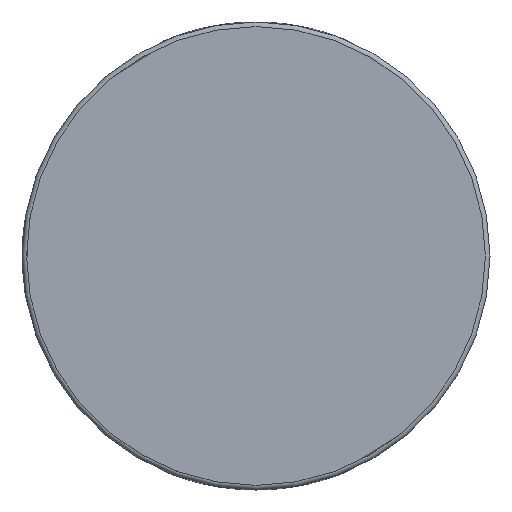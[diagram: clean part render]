
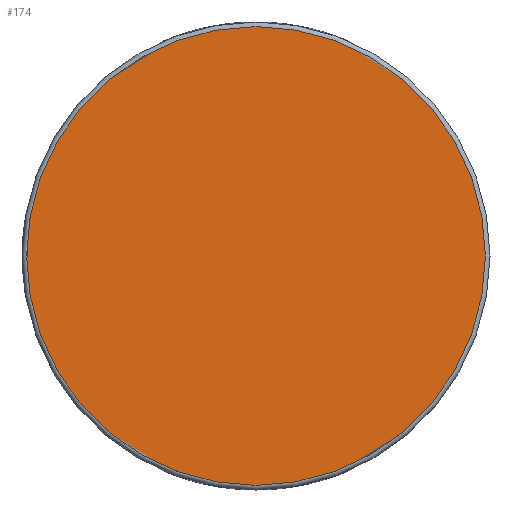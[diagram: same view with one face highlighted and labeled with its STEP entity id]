
A CAD part, front view. The second image highlights one B-rep face of the part: STEP entity #174.
In plain terms, the highlighted planar face has unit normal (0, -1, 0).
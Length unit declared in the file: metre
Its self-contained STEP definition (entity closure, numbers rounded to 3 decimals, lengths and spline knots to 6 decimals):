
#14=PLANE('',#206);
#39=CIRCLE('',#201,0.0495);
#60=ORIENTED_EDGE('',*,*,#91,.T.);
#91=EDGE_CURVE('',#111,#111,#39,.T.);
#111=VERTEX_POINT('',#356);
#134=EDGE_LOOP('',(#60));
#156=FACE_BOUND('',#134,.T.);
#174=ADVANCED_FACE('',(#156),#14,.T.);
#201=AXIS2_PLACEMENT_3D('',#355,#230,#231);
#206=AXIS2_PLACEMENT_3D('',#444,#242,#243);
#230=DIRECTION('',(0.,-1.,0.));
#231=DIRECTION('',(0.,0.,-1.));
#242=DIRECTION('',(0.,-1.,0.));
#243=DIRECTION('',(1.,0.,0.));
#355=CARTESIAN_POINT('',(0.,-0.001,0.));
#356=CARTESIAN_POINT('',(0.,-0.001,-0.0495));
#444=CARTESIAN_POINT('',(0.,-0.001,0.));
